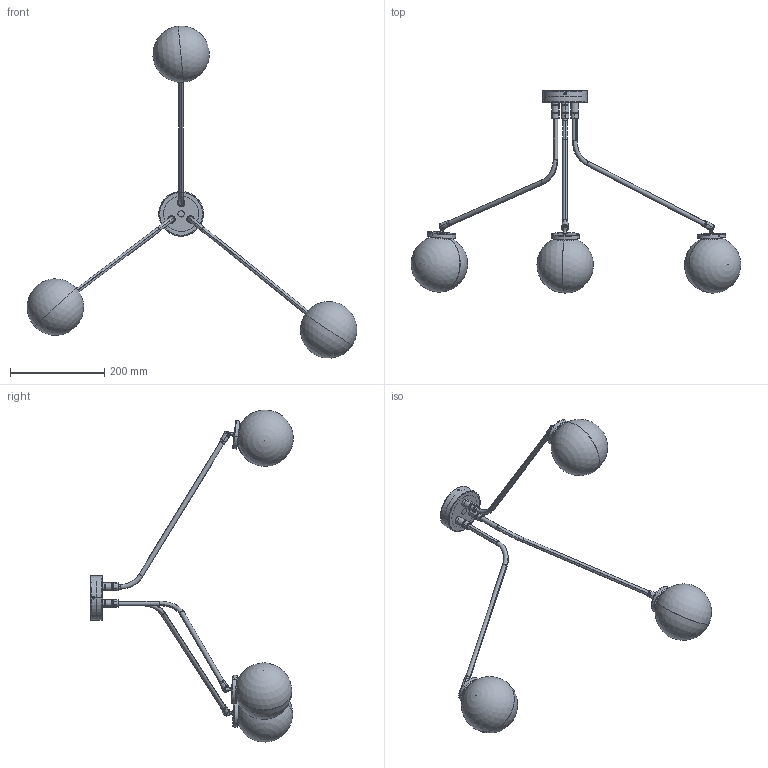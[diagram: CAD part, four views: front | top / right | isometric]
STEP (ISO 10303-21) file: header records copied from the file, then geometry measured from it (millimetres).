
FILE_DESCRIPTION (( 'STEP AP214' ), '1' );
FILE_NAME ('Array Mini Pendant_Customer CAD.STEP', '2015-05-15T10:49:43', ( '' ), ( '' ), 'SwSTEP 2.0', 'SolidWorks 2012', '' );
FILE_SCHEMA (( 'AUTOMOTIVE_DESIGN' ));
Length unit declared in the file: millimetre
Products named in the file (16): arm bulb assembly_Customer CAD; Glass Ball; SLIM SPINNING (9MM)2; Walter Logan Part NR 450 A; Walter Logan Part NR 450 A (2); ARRAY PENDANT REDUCER; Tosca_plate; M10 NUT; ARRAY PENDANT ARM 3 MODIFIED; ARRAY PENDANT ARM 5 MODIFIED; ARRAY ARM 7 MODIFIED; WALTER LOGAN  PART 292-13; ARRAY PENDANT MINI BESA BOX COVER; ARRAY PENDANT BESA BOX; Array Mini Pendant_Customer CAD
Assembly tree (22 placements, depth 4):
  Array Mini Pendant_Customer CAD
    ARRAY PENDANT BESA BOX
    ARRAY PENDANT MINI BESA BOX COVER
    WALTER LOGAN  PART 292-13  x3
    ARRAY ARM 7 MODIFIED
    ARRAY PENDANT ARM 5 MODIFIED
    ARRAY PENDANT ARM 3 MODIFIED
    M10 NUT  x2
    Tosca_plate
    ARRAY PENDANT REDUCER  x3
    arm bulb assembly_Customer CAD  x3
      Walter Logan Part NR 450 A
        Walter Logan Part NR 450 A
        Walter Logan Part NR 450 A (2)
      SLIM SPINNING (9MM)2
      Glass Ball
Bounding box: 699.09 x 429.75 x 704.49 mm (x, y, z)
Volume: 357406.2 mm3; surface area: 437309.2 mm2
Topology: 26 solids, 26 shells, 556 faces, 1463 edges, 917 vertices
Faces by surface type: cylinder 237, plane 117, torus 86, bspline 57, sphere 36, cone 23
Entity records: 12609 total; most frequent: CARTESIAN_POINT 4966, DIRECTION 1495, ORIENTED_EDGE 1410, EDGE_CURVE 705, AXIS2_PLACEMENT_3D 646, VERTEX_POINT 448, CIRCLE 363, EDGE_LOOP 339
